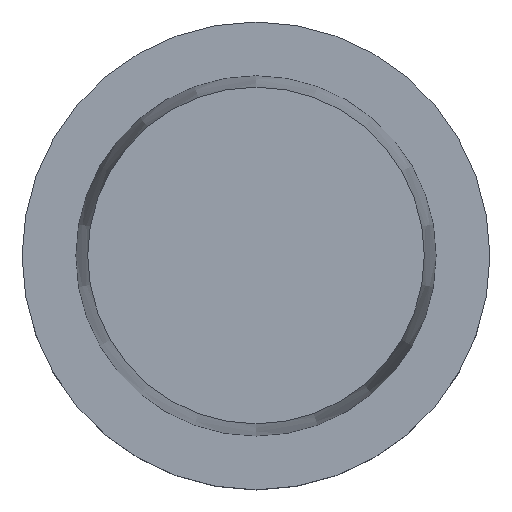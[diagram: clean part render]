
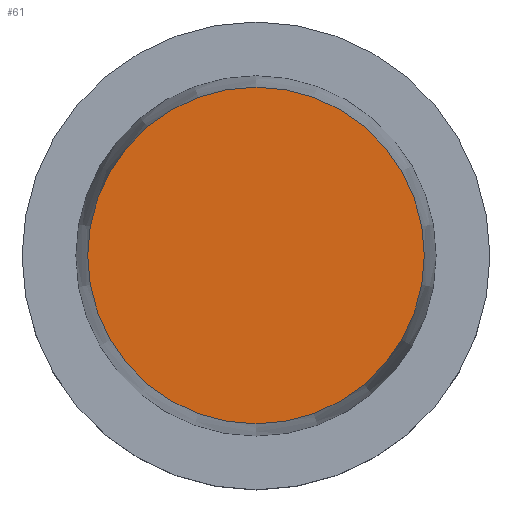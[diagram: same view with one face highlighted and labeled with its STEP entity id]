
A CAD part, top view. The second image highlights one B-rep face of the part: STEP entity #61.
In plain terms, the highlighted planar face has unit normal (0, 0, 1).
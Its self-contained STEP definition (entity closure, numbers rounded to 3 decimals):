
#61=ADVANCED_FACE('Unnamed[1]',(#164),#165,.T.);
#121=EDGE_CURVE('Unnamed[1]',#258,#258,#259,.T.);
#164=FACE_OUTER_BOUND('',#306,.T.);
#165=PLANE('',#307);
#258=VERTEX_POINT('',#422);
#259=CIRCLE('',#423,44.978);
#306=EDGE_LOOP('',(#471));
#307=AXIS2_PLACEMENT_3D('',#472,#473,#474);
#422=CARTESIAN_POINT('',(0.,44.978,63.));
#423=AXIS2_PLACEMENT_3D('',#577,#578,#579);
#471=ORIENTED_EDGE('',*,*,#121,.F.);
#472=CARTESIAN_POINT('',(0.,22.489,63.));
#473=DIRECTION('',(0.,0.,1.0));
#474=DIRECTION('',(0.,-1.0,0.));
#577=CARTESIAN_POINT('',(0.,0.,63.));
#578=DIRECTION('',(0.,0.,-1.0));
#579=DIRECTION('',(0.,1.0,0.));
